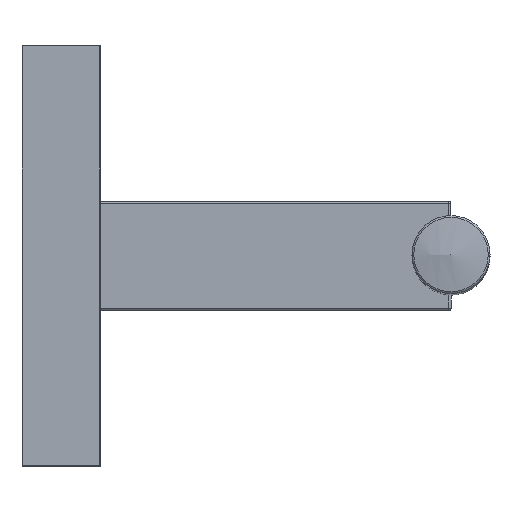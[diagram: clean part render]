
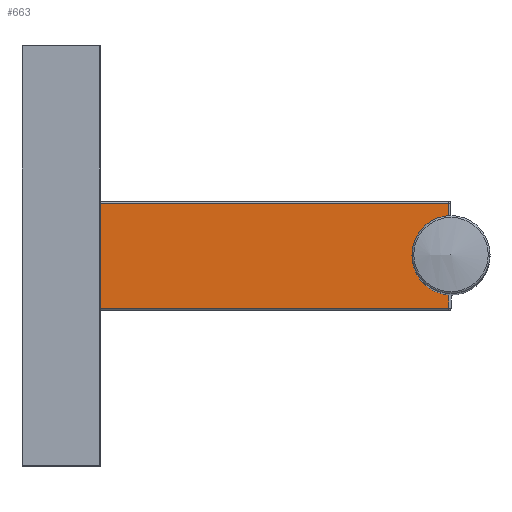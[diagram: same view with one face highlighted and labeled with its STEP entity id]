
A CAD part, top view. The second image highlights one B-rep face of the part: STEP entity #663.
In plain terms, the highlighted planar face has unit normal (0, 0, 1).
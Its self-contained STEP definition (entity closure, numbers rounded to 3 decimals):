
#51=PLANE('',#773);
#84=LINE('',#1128,#134);
#87=LINE('',#1151,#137);
#88=LINE('',#1152,#138);
#89=LINE('',#1154,#139);
#90=LINE('',#1156,#140);
#134=VECTOR('',#914,1000.);
#137=VECTOR('',#943,1000.);
#138=VECTOR('',#944,1000.);
#139=VECTOR('',#945,1000.);
#140=VECTOR('',#946,1000.);
#246=ORIENTED_EDGE('',*,*,#379,.F.);
#247=ORIENTED_EDGE('',*,*,#380,.T.);
#248=ORIENTED_EDGE('',*,*,#369,.T.);
#249=ORIENTED_EDGE('',*,*,#381,.T.);
#250=ORIENTED_EDGE('',*,*,#382,.T.);
#251=ORIENTED_EDGE('',*,*,#383,.T.);
#369=EDGE_CURVE('',#457,#456,#84,.T.);
#379=EDGE_CURVE('',#462,#463,#520,.T.);
#380=EDGE_CURVE('',#462,#457,#87,.T.);
#381=EDGE_CURVE('',#456,#464,#88,.T.);
#382=EDGE_CURVE('',#464,#465,#89,.T.);
#383=EDGE_CURVE('',#465,#463,#90,.T.);
#456=VERTEX_POINT('',#1127);
#457=VERTEX_POINT('',#1129);
#462=VERTEX_POINT('',#1149);
#463=VERTEX_POINT('',#1150);
#464=VERTEX_POINT('',#1153);
#465=VERTEX_POINT('',#1155);
#520=CIRCLE('',#774,5.);
#556=EDGE_LOOP('',(#246,#247,#248,#249,#250,#251));
#600=FACE_BOUND('',#556,.T.);
#663=ADVANCED_FACE('',(#600),#51,.F.);
#773=AXIS2_PLACEMENT_3D('',#1147,#939,#940);
#774=AXIS2_PLACEMENT_3D('',#1148,#941,#942);
#914=DIRECTION('',(-1.,0.,0.));
#939=DIRECTION('',(0.,0.,-1.));
#940=DIRECTION('',(0.,-1.,0.));
#941=DIRECTION('',(0.,0.,1.));
#942=DIRECTION('',(-0.06,0.998,0.));
#943=DIRECTION('',(0.,1.,0.));
#944=DIRECTION('',(0.,-1.,0.));
#945=DIRECTION('',(1.,0.,0.));
#946=DIRECTION('',(0.,1.,0.));
#1127=CARTESIAN_POINT('',(-100.,-14.4,21.2));
#1128=CARTESIAN_POINT('',(-55.3,-14.4,21.2));
#1129=CARTESIAN_POINT('',(-55.3,-14.4,21.2));
#1147=CARTESIAN_POINT('',(-55.,-14.1,21.2));
#1148=CARTESIAN_POINT('',(-55.,-21.1,21.2));
#1149=CARTESIAN_POINT('',(-55.3,-16.109,21.2));
#1150=CARTESIAN_POINT('',(-55.3,-26.091,21.2));
#1151=CARTESIAN_POINT('',(-55.3,-16.109,21.2));
#1152=CARTESIAN_POINT('',(-100.,-14.4,21.2));
#1153=CARTESIAN_POINT('',(-100.,-27.8,21.2));
#1154=CARTESIAN_POINT('',(-100.,-27.8,21.2));
#1155=CARTESIAN_POINT('',(-55.3,-27.8,21.2));
#1156=CARTESIAN_POINT('',(-55.3,-27.8,21.2));
